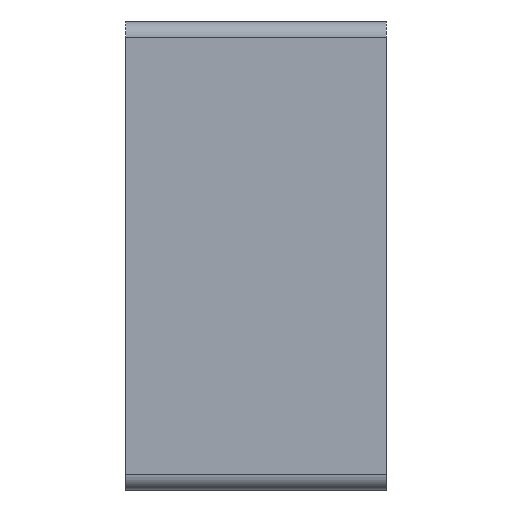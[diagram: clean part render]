
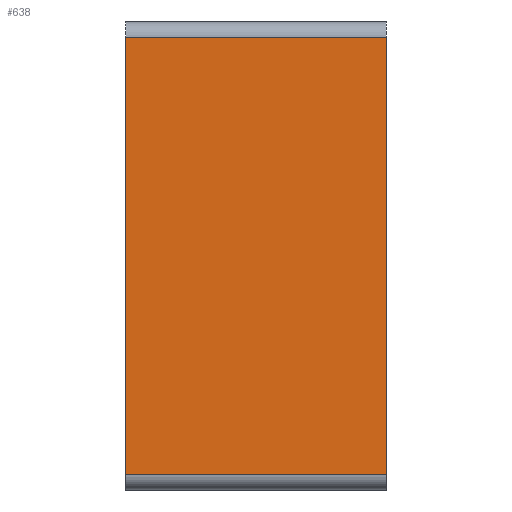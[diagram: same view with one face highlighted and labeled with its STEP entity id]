
A CAD part, left-side view. The second image highlights one B-rep face of the part: STEP entity #638.
In plain terms, the highlighted planar face has unit normal (-1, 0, 0).
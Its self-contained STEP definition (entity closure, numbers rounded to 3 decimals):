
#472=CARTESIAN_POINT('',(-200.75,-3.0,83.75));
#473=VERTEX_POINT('',#472);
#481=CARTESIAN_POINT('',(-200.75,-3.0,-83.75));
#482=VERTEX_POINT('',#481);
#483=CARTESIAN_POINT('',(-200.75,-3.0,83.75));
#484=DIRECTION('',(0.0,0.0,-1.0));
#485=VECTOR('',#484,167.5);
#486=LINE('',#483,#485);
#487=EDGE_CURVE('',#473,#482,#486,.T.);
#596=CARTESIAN_POINT('',(-200.75,97.0,83.75));
#597=VERTEX_POINT('',#596);
#605=CARTESIAN_POINT('',(-200.75,-3.0,83.75));
#606=DIRECTION('',(0.0,1.0,0.0));
#607=VECTOR('',#606,100.0);
#608=LINE('',#605,#607);
#609=EDGE_CURVE('',#473,#597,#608,.T.);
#615=CARTESIAN_POINT('',(-200.75,0.0,-83.75));
#616=DIRECTION('',(-1.0,0.0,0.0));
#617=DIRECTION('',(0.0,0.0,1.0));
#618=AXIS2_PLACEMENT_3D('',#615,#616,#617);
#619=PLANE('',#618);
#620=ORIENTED_EDGE('',*,*,#609,.T.);
#621=CARTESIAN_POINT('',(-200.75,97.0,-83.75));
#622=VERTEX_POINT('',#621);
#623=CARTESIAN_POINT('',(-200.75,97.0,-83.75));
#624=DIRECTION('',(0.0,0.0,1.0));
#625=VECTOR('',#624,167.5);
#626=LINE('',#623,#625);
#627=EDGE_CURVE('',#622,#597,#626,.T.);
#628=ORIENTED_EDGE('',*,*,#627,.F.);
#629=CARTESIAN_POINT('',(-200.75,-3.0,-83.75));
#630=DIRECTION('',(0.0,1.0,0.0));
#631=VECTOR('',#630,100.0);
#632=LINE('',#629,#631);
#633=EDGE_CURVE('',#482,#622,#632,.T.);
#634=ORIENTED_EDGE('',*,*,#633,.F.);
#635=ORIENTED_EDGE('',*,*,#487,.F.);
#636=EDGE_LOOP('',(#620,#628,#634,#635));
#637=FACE_OUTER_BOUND('',#636,.T.);
#638=ADVANCED_FACE('',(#637),#619,.T.);
